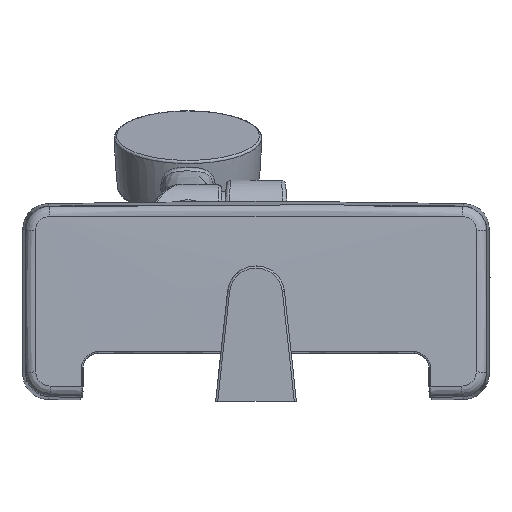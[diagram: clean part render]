
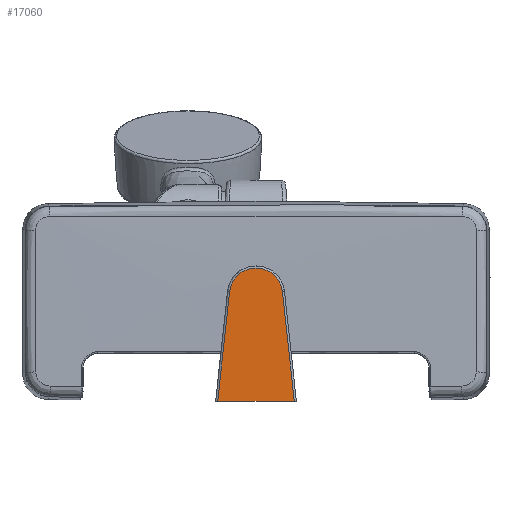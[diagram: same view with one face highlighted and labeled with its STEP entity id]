
A CAD part, front view. The second image highlights one B-rep face of the part: STEP entity #17060.
In plain terms, the highlighted planar face has unit normal (0, -1, 0).
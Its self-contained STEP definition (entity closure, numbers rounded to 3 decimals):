
#394 = EDGE_CURVE ( 'NONE', #9992, #10937, #9858, .T. ) ;
#1035 = CIRCLE ( 'NONE', #19063, 12.576 ) ;
#2282 = CARTESIAN_POINT ( 'NONE',  ( -12.502, -350.5, 51.864 ) ) ;
#2629 = CARTESIAN_POINT ( 'NONE',  ( 18.161, -350.5, -0.02 ) ) ;
#2648 = DIRECTION ( 'NONE',  ( -0.108, 0., 0.994 ) ) ;
#3056 = VERTEX_POINT ( 'NONE', #10584 ) ;
#4387 = AXIS2_PLACEMENT_3D ( 'NONE', #5035, #8201, #18353 ) ;
#5035 = CARTESIAN_POINT ( 'NONE',  ( 0., -350.5, 50.5 ) ) ;
#6127 = EDGE_CURVE ( 'NONE', #9992, #3056, #17908, .T. ) ;
#6709 = PLANE ( 'NONE',  #4387 ) ;
#7253 = EDGE_CURVE ( 'NONE', #3056, #16698, #1035, .T. ) ;
#7586 = DIRECTION ( 'NONE',  ( 0., -1., 0. ) ) ;
#8201 = DIRECTION ( 'NONE',  ( 0., 1., 0. ) ) ;
#8212 = EDGE_LOOP ( 'NONE', ( #8564, #9522, #12193, #13212 ) ) ;
#8564 = ORIENTED_EDGE ( 'NONE', *, *, #7253, .T. ) ;
#9522 = ORIENTED_EDGE ( 'NONE', *, *, #15714, .T. ) ;
#9858 = LINE ( 'NONE', #10633, #10334 ) ;
#9992 = VERTEX_POINT ( 'NONE', #2629 ) ;
#10180 = DIRECTION ( 'NONE',  ( -1., 0., 0. ) ) ;
#10181 = CARTESIAN_POINT ( 'NONE',  ( -18.173, -350.5, -0.128 ) ) ;
#10334 = VECTOR ( 'NONE', #10180, 1000. ) ;
#10584 = CARTESIAN_POINT ( 'NONE',  ( 12.502, -350.5, 51.864 ) ) ;
#10633 = CARTESIAN_POINT ( 'NONE',  ( -19.167, -350.5, -0.02 ) ) ;
#10937 = VERTEX_POINT ( 'NONE', #16104 ) ;
#12193 = ORIENTED_EDGE ( 'NONE', *, *, #394, .F. ) ;
#13212 = ORIENTED_EDGE ( 'NONE', *, *, #6127, .T. ) ;
#13719 = FACE_OUTER_BOUND ( 'NONE', #8212, .T. ) ;
#14553 = DIRECTION ( 'NONE',  ( -0.108, 0., -0.994 ) ) ;
#15714 = EDGE_CURVE ( 'NONE', #16698, #10937, #17969, .T. ) ;
#16104 = CARTESIAN_POINT ( 'NONE',  ( -18.161, -350.5, -0.02 ) ) ;
#16334 = CARTESIAN_POINT ( 'NONE',  ( 0., -350.5, 50.5 ) ) ;
#16698 = VERTEX_POINT ( 'NONE', #2282 ) ;
#17060 = ADVANCED_FACE ( 'NONE', ( #13719 ), #6709, .F. ) ;
#17415 = CARTESIAN_POINT ( 'NONE',  ( 12.502, -350.5, 51.864 ) ) ;
#17460 = VECTOR ( 'NONE', #2648, 1000. ) ;
#17778 = DIRECTION ( 'NONE',  ( 1., 0., 0. ) ) ;
#17908 = LINE ( 'NONE', #17415, #17460 ) ;
#17934 = VECTOR ( 'NONE', #14553, 1000. ) ;
#17969 = LINE ( 'NONE', #10181, #17934 ) ;
#18353 = DIRECTION ( 'NONE',  ( 1., 0., 0. ) ) ;
#19063 = AXIS2_PLACEMENT_3D ( 'NONE', #16334, #7586, #17778 ) ;
